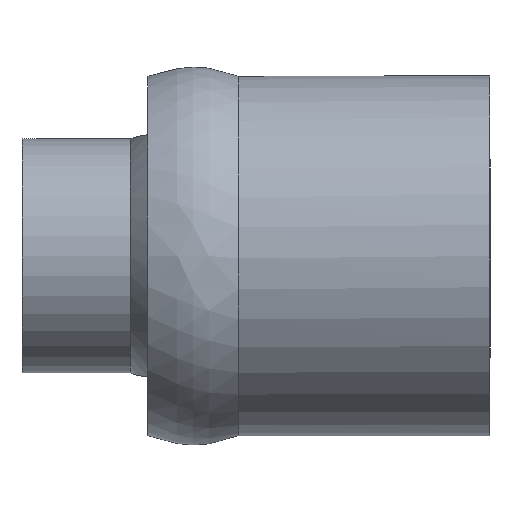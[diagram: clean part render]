
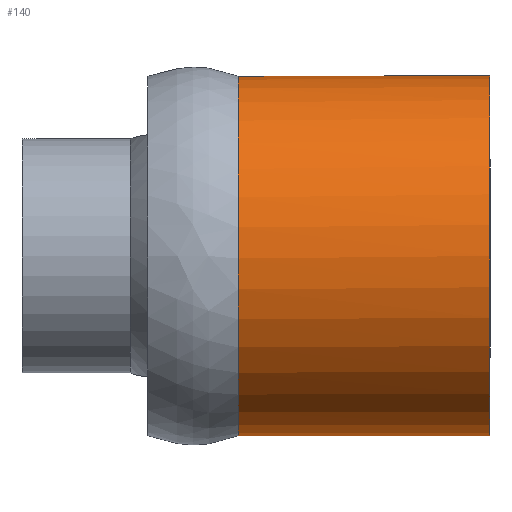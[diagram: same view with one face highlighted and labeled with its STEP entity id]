
A CAD part, left-side view. The second image highlights one B-rep face of the part: STEP entity #140.
In plain terms, the highlighted cylindrical face has radius 10 mm (diameter 20 mm), a full revolution.
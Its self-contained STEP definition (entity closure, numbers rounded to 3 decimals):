
#102=FACE_BOUND('',#202,.T.);
#103=FACE_BOUND('',#203,.T.);
#120=CIRCLE('',#552,10.);
#121=CIRCLE('',#554,10.);
#122=CIRCLE('',#555,10.);
#140=ADVANCED_FACE('',(#102,#103),#163,.T.);
#163=CYLINDRICAL_SURFACE('',#556,10.);
#202=EDGE_LOOP('',(#302));
#203=EDGE_LOOP('',(#303,#304));
#302=ORIENTED_EDGE('',*,*,#470,.F.);
#303=ORIENTED_EDGE('',*,*,#471,.T.);
#304=ORIENTED_EDGE('',*,*,#472,.T.);
#416=VERTEX_POINT('',#2041);
#417=VERTEX_POINT('',#2044);
#418=VERTEX_POINT('',#2045);
#470=EDGE_CURVE('',#416,#416,#120,.T.);
#471=EDGE_CURVE('',#417,#418,#121,.T.);
#472=EDGE_CURVE('',#418,#417,#122,.T.);
#552=AXIS2_PLACEMENT_3D('',#2040,#616,#617);
#554=AXIS2_PLACEMENT_3D('',#2043,#620,#621);
#555=AXIS2_PLACEMENT_3D('',#2046,#622,#623);
#556=AXIS2_PLACEMENT_3D('',#2047,#624,#625);
#616=DIRECTION('',(0.,-1.,0.));
#617=DIRECTION('',(0.,0.,-1.));
#620=DIRECTION('',(0.,-1.,0.));
#621=DIRECTION('',(0.,0.,-1.));
#622=DIRECTION('',(0.,-1.,0.));
#623=DIRECTION('',(0.,0.,-1.));
#624=DIRECTION('',(0.,-1.,0.));
#625=DIRECTION('',(0.,0.,-1.));
#2040=CARTESIAN_POINT('',(138.5,41.,0.));
#2041=CARTESIAN_POINT('',(138.5,41.,-10.));
#2043=CARTESIAN_POINT('',(138.5,55.,0.));
#2044=CARTESIAN_POINT('',(139.942,55.,-9.896));
#2045=CARTESIAN_POINT('',(139.942,55.,9.896));
#2046=CARTESIAN_POINT('',(138.5,55.,0.));
#2047=CARTESIAN_POINT('',(138.5,33.5,0.));
